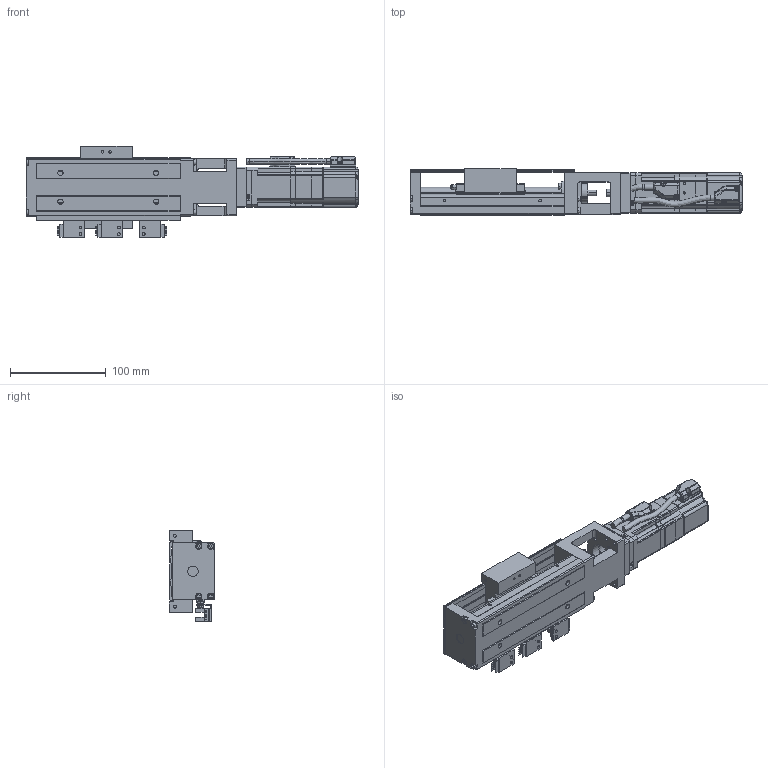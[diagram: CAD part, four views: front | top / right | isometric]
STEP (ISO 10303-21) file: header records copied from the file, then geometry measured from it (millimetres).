
FILE_DESCRIPTION((''),'2;1');
FILE_NAME('KK60-150A1-F2CS2M50-B_ASM','2015-06-13T',('Administrator'),(''),'PRO/ENGINEER BY PARAMETRIC TECHNOLOGY CORPORATION, 2010180','PRO/ENGINEER BY PARAMETRIC TECHNOLOGY CORPORATION, 2010180','');
FILE_SCHEMA(('CONFIG_CONTROL_DESIGN'));
Length unit declared in the file: millimetre
Products named in the file (29): KK60-RAIL_72; KK60-BLOCK_37; KK60-150A1-F0C_ASM_11_ASM; KK60-150A1-F0C_ASM; S0-150; EE-SX674-1_1; EE-SX674-2_2; EE-SX674-3_1; S2150_ASM; KK60-F2; 0001_50; MANIFOLD_SOLID_BREP_1840; MANIFOLD_SOLID_BREP_3117; 0002_30_ASM; 0013_43; 0005_38; 0006_53; 0007_31; 0008_9; 0014_31; 0012_6; 0023_4; 0015_7; 0032_2; 0031_2; ASM004_ASM_8_ASM; ASM008_ASM_4_ASM; AC50W-B_ASM; KK60-150A1-F2CS2M50-B_ASM
Assembly tree (39 placements, depth 6):
  KK60-150A1-F2CS2M50-B_ASM
    KK60-150A1-F0C_ASM
      KK60-150A1-F0C_ASM_11_ASM
        KK60-RAIL_72
        KK60-BLOCK_37
    S2150_ASM
      S0-150
      EE-SX674-1_1
      EE-SX674-2_2
      EE-SX674-3_1
    KK60-F2
    AC50W-B_ASM
      ASM008_ASM_4_ASM
        ASM004_ASM_8_ASM
          0001_50
          0002_30_ASM
            MANIFOLD_SOLID_BREP_1840
            MANIFOLD_SOLID_BREP_3117
          0013_43
          0005_38
          0006_53
          0007_31
          0008_9
          0014_31
          0012_6  x2
          0023_4  x8
          0015_7
          0032_2  x4
          0031_2
Bounding box: 347 x 48 x 95.85 mm (x, y, z)
Volume: 681501.6 mm3; surface area: 200658.5 mm2
Topology: 32 solids, 40 shells, 2182 faces, 5743 edges, 3741 vertices
Faces by surface type: plane 1234, cylinder 685, torus 96, cone 93, sphere 40, bspline 34
Entity records: 64909 total; most frequent: CARTESIAN_POINT 16259, DIRECTION 10078, ORIENTED_EDGE 9950, EDGE_CURVE 4975, AXIS2_PLACEMENT_3D 3476, VERTEX_POINT 3253, VECTOR 3126, LINE 3126
